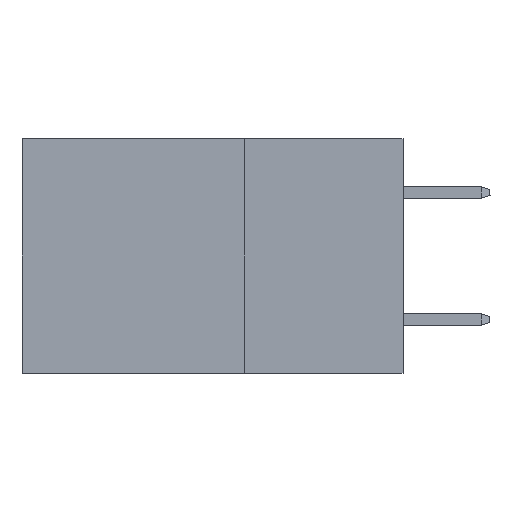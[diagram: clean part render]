
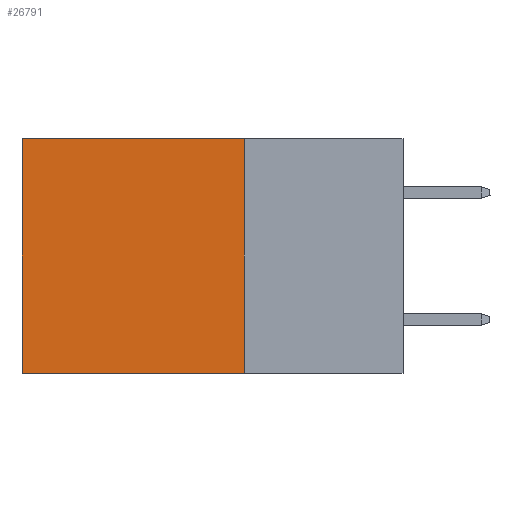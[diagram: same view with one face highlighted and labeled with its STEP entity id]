
A CAD part, left-side view. The second image highlights one B-rep face of the part: STEP entity #26791.
In plain terms, the highlighted planar face has unit normal (-1, 0, 0).
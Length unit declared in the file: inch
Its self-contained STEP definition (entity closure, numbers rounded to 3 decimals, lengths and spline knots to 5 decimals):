
#1977 = VECTOR ( 'NONE', #2464, 39.37008 ) ;
#2464 = DIRECTION ( 'NONE',  ( 0., 0., -1. ) ) ;
#3096 = ORIENTED_EDGE ( 'NONE', *, *, #32703, .F. ) ;
#4454 = VERTEX_POINT ( 'NONE', #33767 ) ;
#7759 = CARTESIAN_POINT ( 'NONE',  ( 0.2875, 0.25, -0.37 ) ) ;
#8298 = EDGE_CURVE ( 'NONE', #19657, #18696, #27726, .T. ) ;
#10335 = DIRECTION ( 'NONE',  ( 0., 1., 0. ) ) ;
#10759 = LINE ( 'NONE', #13326, #22548 ) ;
#10900 = DIRECTION ( 'NONE',  ( 0., 0., -1. ) ) ;
#11711 = CARTESIAN_POINT ( 'NONE',  ( 0.2875, 0.6, 0. ) ) ;
#11925 = CARTESIAN_POINT ( 'NONE',  ( 0.2875, 0.25, -0.37 ) ) ;
#13326 = CARTESIAN_POINT ( 'NONE',  ( 0.2875, 0.25, 0. ) ) ;
#14276 = EDGE_CURVE ( 'NONE', #4454, #19657, #24276, .T. ) ;
#15005 = VECTOR ( 'NONE', #16013, 39.37008 ) ;
#16013 = DIRECTION ( 'NONE',  ( 0., 1., 0. ) ) ;
#16437 = PLANE ( 'NONE',  #25493 ) ;
#18353 = VECTOR ( 'NONE', #10335, 39.37008 ) ;
#18696 = VERTEX_POINT ( 'NONE', #25810 ) ;
#19494 = EDGE_LOOP ( 'NONE', ( #33375, #20197, #3096, #20123 ) ) ;
#19657 = VERTEX_POINT ( 'NONE', #11711 ) ;
#20123 = ORIENTED_EDGE ( 'NONE', *, *, #14276, .T. ) ;
#20197 = ORIENTED_EDGE ( 'NONE', *, *, #28915, .F. ) ;
#22548 = VECTOR ( 'NONE', #27459, 39.37008 ) ;
#24276 = LINE ( 'NONE', #35478, #18353 ) ;
#24826 = CARTESIAN_POINT ( 'NONE',  ( 0.2875, 0.25, 0. ) ) ;
#24943 = VERTEX_POINT ( 'NONE', #11925 ) ;
#25493 = AXIS2_PLACEMENT_3D ( 'NONE', #24826, #36019, #10900 ) ;
#25810 = CARTESIAN_POINT ( 'NONE',  ( 0.2875, 0.6, -0.37 ) ) ;
#26791 = ADVANCED_FACE ( 'NONE', ( #30365 ), #16437, .F. ) ;
#27459 = DIRECTION ( 'NONE',  ( 0., 0., -1. ) ) ;
#27726 = LINE ( 'NONE', #35975, #1977 ) ;
#28915 = EDGE_CURVE ( 'NONE', #24943, #18696, #32889, .T. ) ;
#30365 = FACE_OUTER_BOUND ( 'NONE', #19494, .T. ) ;
#32703 = EDGE_CURVE ( 'NONE', #4454, #24943, #10759, .T. ) ;
#32889 = LINE ( 'NONE', #7759, #15005 ) ;
#33375 = ORIENTED_EDGE ( 'NONE', *, *, #8298, .T. ) ;
#33767 = CARTESIAN_POINT ( 'NONE',  ( 0.2875, 0.25, 0. ) ) ;
#35478 = CARTESIAN_POINT ( 'NONE',  ( 0.2875, 0.25, 0. ) ) ;
#35975 = CARTESIAN_POINT ( 'NONE',  ( 0.2875, 0.6, 0. ) ) ;
#36019 = DIRECTION ( 'NONE',  ( 1., 0., 0. ) ) ;
